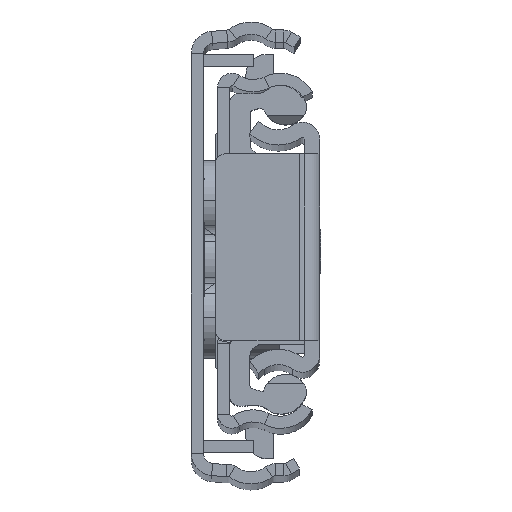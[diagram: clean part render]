
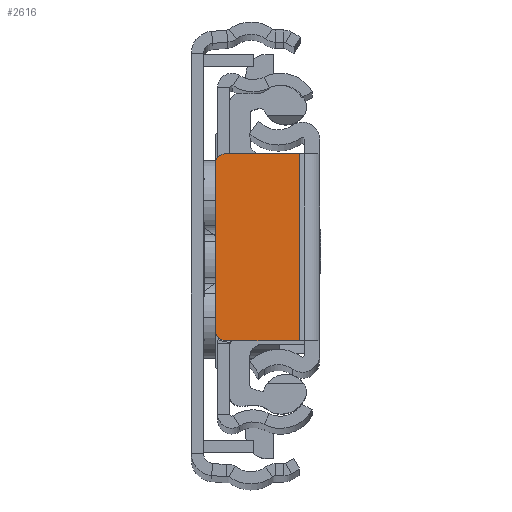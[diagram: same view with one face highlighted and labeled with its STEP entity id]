
A CAD part, top view. The second image highlights one B-rep face of the part: STEP entity #2616.
In plain terms, the highlighted planar face has unit normal (0, 0, 1).
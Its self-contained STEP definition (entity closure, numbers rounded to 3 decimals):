
#630 = CIRCLE ( 'NONE', #3454, 1. ) ;
#766 = CARTESIAN_POINT ( 'NONE',  ( -9.3, 9.25, 0. ) ) ;
#1030 = CARTESIAN_POINT ( 'NONE',  ( 0., 0., 0. ) ) ;
#1112 = ORIENTED_EDGE ( 'NONE', *, *, #11361, .F. ) ;
#1607 = DIRECTION ( 'NONE',  ( 0., -1., 0. ) ) ;
#1691 = AXIS2_PLACEMENT_3D ( 'NONE', #10432, #20382, #11967 ) ;
#1995 = CARTESIAN_POINT ( 'NONE',  ( -10.3, 0., 0. ) ) ;
#2192 = ORIENTED_EDGE ( 'NONE', *, *, #6122, .T. ) ;
#2227 = AXIS2_PLACEMENT_3D ( 'NONE', #1030, #11186, #19799 ) ;
#2616 = ADVANCED_FACE ( 'NONE', ( #12611 ), #7552, .F. ) ;
#3426 = CARTESIAN_POINT ( 'NONE',  ( -9.3, 8.25, 0. ) ) ;
#3454 = AXIS2_PLACEMENT_3D ( 'NONE', #3426, #20322, #5192 ) ;
#3747 = VECTOR ( 'NONE', #21705, 1000. ) ;
#5192 = DIRECTION ( 'NONE',  ( -1., 0., 0. ) ) ;
#6122 = EDGE_CURVE ( 'NONE', #16082, #19699, #9348, .T. ) ;
#6137 = CARTESIAN_POINT ( 'NONE',  ( 0., 9.25, 0. ) ) ;
#6374 = VERTEX_POINT ( 'NONE', #17363 ) ;
#6793 = LINE ( 'NONE', #18377, #14430 ) ;
#6861 = DIRECTION ( 'NONE',  ( 0., -1., 0. ) ) ;
#7369 = EDGE_CURVE ( 'NONE', #19057, #12626, #21691, .T. ) ;
#7552 = PLANE ( 'NONE',  #2227 ) ;
#8424 = LINE ( 'NONE', #14938, #3747 ) ;
#9348 = LINE ( 'NONE', #6137, #17018 ) ;
#9390 = ORIENTED_EDGE ( 'NONE', *, *, #17940, .T. ) ;
#10252 = ORIENTED_EDGE ( 'NONE', *, *, #7369, .T. ) ;
#10432 = CARTESIAN_POINT ( 'NONE',  ( -9.3, -8.25, 0. ) ) ;
#11186 = DIRECTION ( 'NONE',  ( 0., 0., -1. ) ) ;
#11361 = EDGE_CURVE ( 'NONE', #16082, #16642, #6793, .T. ) ;
#11967 = DIRECTION ( 'NONE',  ( -1., 0., 0. ) ) ;
#12611 = FACE_OUTER_BOUND ( 'NONE', #14525, .T. ) ;
#12626 = VERTEX_POINT ( 'NONE', #20928 ) ;
#12930 = ORIENTED_EDGE ( 'NONE', *, *, #15291, .T. ) ;
#13727 = CARTESIAN_POINT ( 'NONE',  ( -2., 9.25, 0. ) ) ;
#13728 = EDGE_CURVE ( 'NONE', #12626, #6374, #20742, .T. ) ;
#14430 = VECTOR ( 'NONE', #1607, 1000. ) ;
#14525 = EDGE_LOOP ( 'NONE', ( #10252, #15817, #12930, #1112, #2192, #9390 ) ) ;
#14938 = CARTESIAN_POINT ( 'NONE',  ( 0., -9.25, 0. ) ) ;
#15291 = EDGE_CURVE ( 'NONE', #6374, #16642, #8424, .T. ) ;
#15817 = ORIENTED_EDGE ( 'NONE', *, *, #13728, .T. ) ;
#15834 = DIRECTION ( 'NONE',  ( -1., 0., 0. ) ) ;
#16082 = VERTEX_POINT ( 'NONE', #13727 ) ;
#16642 = VERTEX_POINT ( 'NONE', #19231 ) ;
#17018 = VECTOR ( 'NONE', #15834, 1000. ) ;
#17363 = CARTESIAN_POINT ( 'NONE',  ( -9.3, -9.25, 0. ) ) ;
#17576 = CARTESIAN_POINT ( 'NONE',  ( -10.3, 8.25, 0. ) ) ;
#17940 = EDGE_CURVE ( 'NONE', #19699, #19057, #630, .T. ) ;
#18377 = CARTESIAN_POINT ( 'NONE',  ( -2., -9.25, 0. ) ) ;
#19057 = VERTEX_POINT ( 'NONE', #17576 ) ;
#19231 = CARTESIAN_POINT ( 'NONE',  ( -2., -9.25, 0. ) ) ;
#19255 = VECTOR ( 'NONE', #6861, 1000. ) ;
#19699 = VERTEX_POINT ( 'NONE', #766 ) ;
#19799 = DIRECTION ( 'NONE',  ( -1., 0., 0. ) ) ;
#20322 = DIRECTION ( 'NONE',  ( 0., 0., 1. ) ) ;
#20382 = DIRECTION ( 'NONE',  ( 0., 0., 1. ) ) ;
#20742 = CIRCLE ( 'NONE', #1691, 1. ) ;
#20928 = CARTESIAN_POINT ( 'NONE',  ( -10.3, -8.25, 0. ) ) ;
#21691 = LINE ( 'NONE', #1995, #19255 ) ;
#21705 = DIRECTION ( 'NONE',  ( 1., 0., 0. ) ) ;
